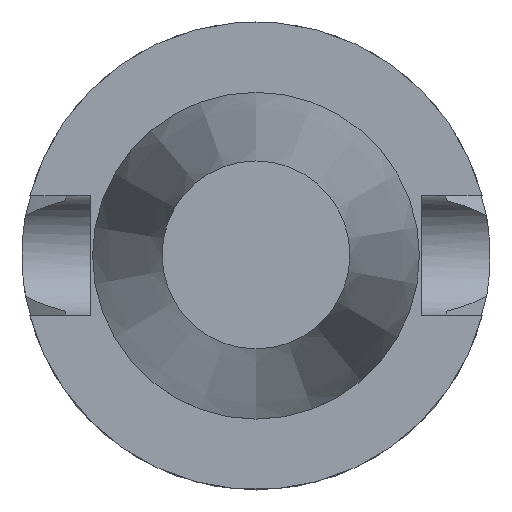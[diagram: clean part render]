
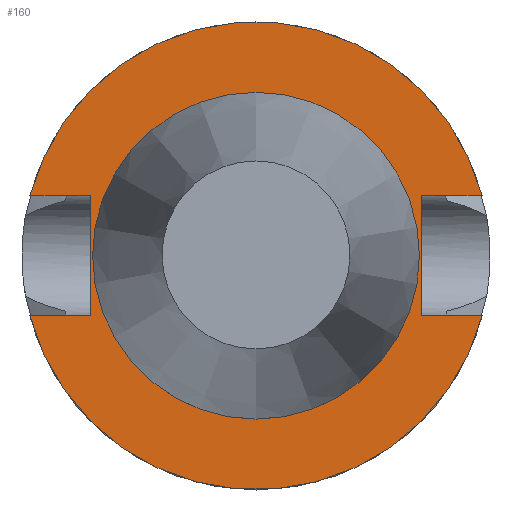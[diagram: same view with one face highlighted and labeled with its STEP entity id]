
A CAD part, top view. The second image highlights one B-rep face of the part: STEP entity #160.
In plain terms, the highlighted planar face has unit normal (0, 0, 1).
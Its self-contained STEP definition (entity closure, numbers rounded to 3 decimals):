
#136=EDGE_CURVE('240[2]',#375,#376,#377,.T.);
#155=EDGE_CURVE('240[2]',#376,#406,#407,.T.);
#160=ADVANCED_FACE('240[2]',(#413,#414),#415,.T.);
#175=EDGE_CURVE('240[2]',#375,#436,#437,.T.);
#185=EDGE_CURVE('240[2]',#450,#451,#452,.T.);
#219=EDGE_CURVE('240[2]',#450,#500,#501,.T.);
#225=EDGE_CURVE('240[2]',#500,#391,#508,.T.);
#257=EDGE_CURVE('240[2]',#406,#451,#545,.T.);
#305=EDGE_CURVE('240[2]',#608,#608,#609,.T.);
#316=EDGE_CURVE('240[2]',#391,#436,#624,.T.);
#375=VERTEX_POINT('',#703);
#376=VERTEX_POINT('',#704);
#377=LINE('',#705,#706);
#391=VERTEX_POINT('',#725);
#406=VERTEX_POINT('',#810);
#407=LINE('',#811,#812);
#413=FACE_OUTER_BOUND('',#831,.T.);
#414=FACE_BOUND('',#832,.T.);
#415=PLANE('',#833);
#436=VERTEX_POINT('',#870);
#437=CIRCLE('',#871,50.0);
#450=VERTEX_POINT('',#889);
#451=VERTEX_POINT('',#890);
#452=CIRCLE('',#891,50.0);
#500=VERTEX_POINT('',#969);
#501=LINE('',#970,#971);
#508=LINE('',#1055,#1056);
#545=LINE('',#1187,#1188);
#608=VERTEX_POINT('',#1292);
#609=CIRCLE('',#1293,34.925);
#624=LINE('',#1312,#1313);
#703=CARTESIAN_POINT('',(-48.321,12.85,-3.0));
#704=CARTESIAN_POINT('',(-35.4,12.85,-3.));
#705=CARTESIAN_POINT('',(-17.7,12.85,-3.));
#706=VECTOR('',#1357,1.0);
#725=CARTESIAN_POINT('',(35.4,12.85,-3.));
#810=CARTESIAN_POINT('',(-35.4,-12.85,-3.0));
#811=CARTESIAN_POINT('',(-35.4,14.806,-3.));
#812=VECTOR('',#1383,1.0);
#831=EDGE_LOOP('',(#1385,#1386,#1387,#1388,#1389,#1390,#1391,#1392));
#832=EDGE_LOOP('',(#1393));
#833=AXIS2_PLACEMENT_3D('',#1394,#1395,#1396);
#870=CARTESIAN_POINT('',(48.321,12.85,-3.0));
#871=AXIS2_PLACEMENT_3D('',#1417,#1418,#1419);
#889=CARTESIAN_POINT('',(48.321,-12.85,-3.0));
#890=CARTESIAN_POINT('',(-48.321,-12.85,-3.0));
#891=AXIS2_PLACEMENT_3D('',#1437,#1438,#1439);
#969=CARTESIAN_POINT('',(35.4,-12.85,-3.0));
#970=CARTESIAN_POINT('',(17.7,-12.85,-3.0));
#971=VECTOR('',#1491,1.0);
#1055=CARTESIAN_POINT('',(35.4,21.231,-3.));
#1056=VECTOR('',#1492,1.0);
#1187=CARTESIAN_POINT('',(-17.7,-12.85,-3.0));
#1188=VECTOR('',#1521,1.0);
#1292=CARTESIAN_POINT('',(0.,34.925,-3.0));
#1293=AXIS2_PLACEMENT_3D('',#1622,#1623,#1624);
#1312=CARTESIAN_POINT('',(17.7,12.85,-3.));
#1313=VECTOR('',#1644,1.0);
#1357=DIRECTION('',(1.0,0.0,0.));
#1383=DIRECTION('',(-0.0,-1.0,0.));
#1385=ORIENTED_EDGE('',*,*,#316,.T.);
#1386=ORIENTED_EDGE('',*,*,#175,.F.);
#1387=ORIENTED_EDGE('',*,*,#136,.T.);
#1388=ORIENTED_EDGE('',*,*,#155,.T.);
#1389=ORIENTED_EDGE('',*,*,#257,.T.);
#1390=ORIENTED_EDGE('',*,*,#185,.F.);
#1391=ORIENTED_EDGE('',*,*,#219,.T.);
#1392=ORIENTED_EDGE('',*,*,#225,.T.);
#1393=ORIENTED_EDGE('',*,*,#305,.T.);
#1394=CARTESIAN_POINT('',(0.,42.463,-3.));
#1395=DIRECTION('',(0.,0.,1.0));
#1396=DIRECTION('',(1.0,0.,0.0));
#1417=CARTESIAN_POINT('',(0.,0.,-3.0));
#1418=DIRECTION('',(0.,0.,-1.0));
#1419=DIRECTION('',(0.,1.0,0.));
#1437=CARTESIAN_POINT('',(0.,0.,-3.0));
#1438=DIRECTION('',(0.,0.,-1.0));
#1439=DIRECTION('',(0.,1.0,0.));
#1491=DIRECTION('',(-1.0,0.0,0.));
#1492=DIRECTION('',(-0.0,1.0,0.));
#1521=DIRECTION('',(-1.0,0.0,0.));
#1622=CARTESIAN_POINT('',(0.,0.,-3.0));
#1623=DIRECTION('',(0.,0.,-1.0));
#1624=DIRECTION('',(0.,1.0,0.));
#1644=DIRECTION('',(1.0,0.0,0.));
